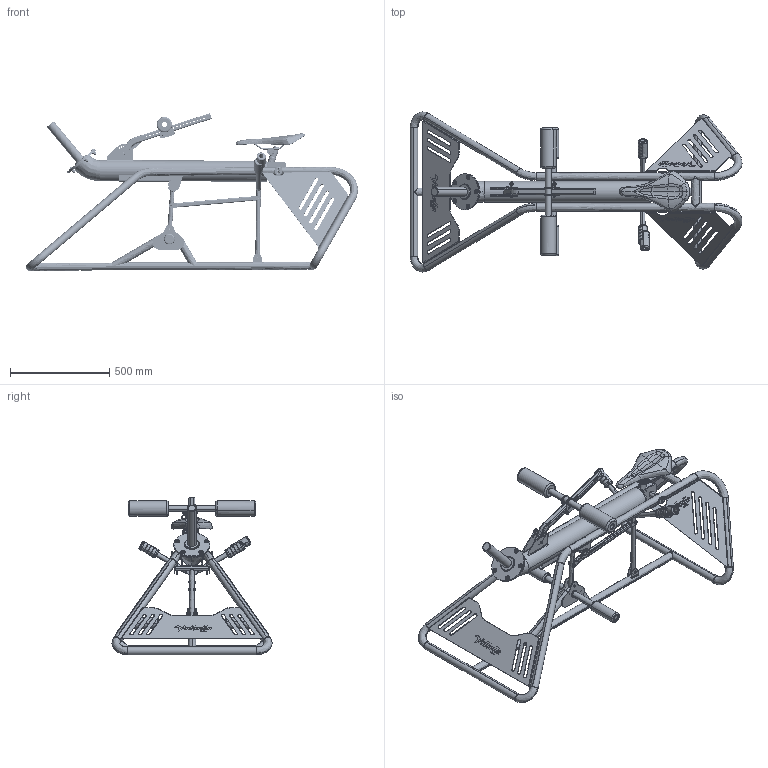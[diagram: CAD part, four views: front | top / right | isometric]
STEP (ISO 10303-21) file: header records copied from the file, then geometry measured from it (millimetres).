
FILE_DESCRIPTION(('FreeCAD Model'),'2;1');
FILE_NAME('Open CASCADE Shape Model','2025-04-29T06:13:47',('FreeCAD'),( 'FreeCAD'),'Open CASCADE STEP processor 7.6','FreeCAD','Unknown');
FILE_SCHEMA(('AUTOMOTIVE_DESIGN { 1 0 10303 214 1 1 1 1 }'));
Products named in the file (1): Open CASCADE STEP translator 7.6 1
Bounding box: 1670.98 x 805.77 x 793.27 mm (x, y, z)
Volume: 8345423.4 mm3; surface area: 4917514.1 mm2
Topology: 176 solids, 178 shells, 4125 faces, 10153 edges, 6386 vertices
Faces by surface type: bspline 4125
Entity records: 170221 total; most frequent: CARTESIAN_POINT 111738, ORIENTED_EDGE 20122, EDGE_CURVE 10061, VERTEX_POINT 6386, B_SPLINE_CURVE_WITH_KNOTS 6316, FACE_BOUND 4615, EDGE_LOOP 4615, ADVANCED_FACE 4125
